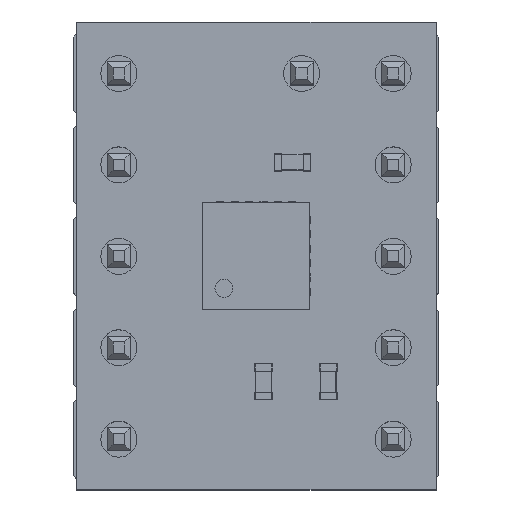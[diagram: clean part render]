
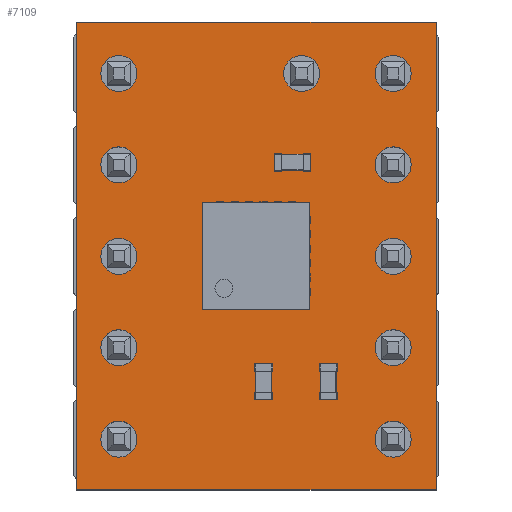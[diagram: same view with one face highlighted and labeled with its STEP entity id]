
A CAD part, top view. The second image highlights one B-rep face of the part: STEP entity #7109.
In plain terms, the highlighted planar face has unit normal (0, 0, 1).
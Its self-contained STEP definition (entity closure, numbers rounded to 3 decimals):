
#101=FACE_BOUND('',#885,.T.);
#102=FACE_BOUND('',#886,.T.);
#103=FACE_BOUND('',#887,.T.);
#104=FACE_BOUND('',#888,.T.);
#105=FACE_BOUND('',#889,.T.);
#106=FACE_BOUND('',#890,.T.);
#107=FACE_BOUND('',#891,.T.);
#108=FACE_BOUND('',#892,.T.);
#109=FACE_BOUND('',#893,.T.);
#110=FACE_BOUND('',#894,.T.);
#111=FACE_BOUND('',#895,.T.);
#502=FACE_OUTER_BOUND('',#884,.T.);
#884=EDGE_LOOP('',(#6054,#6055,#6056,#6057));
#885=EDGE_LOOP('',(#6058));
#886=EDGE_LOOP('',(#6059));
#887=EDGE_LOOP('',(#6060));
#888=EDGE_LOOP('',(#6061));
#889=EDGE_LOOP('',(#6062));
#890=EDGE_LOOP('',(#6063));
#891=EDGE_LOOP('',(#6064));
#892=EDGE_LOOP('',(#6065));
#893=EDGE_LOOP('',(#6066));
#894=EDGE_LOOP('',(#6067));
#895=EDGE_LOOP('',(#6068));
#993=CIRCLE('',#7625,0.5);
#994=CIRCLE('',#7626,0.5);
#995=CIRCLE('',#7627,0.5);
#996=CIRCLE('',#7628,0.5);
#997=CIRCLE('',#7629,0.5);
#998=CIRCLE('',#7630,0.5);
#999=CIRCLE('',#7631,0.5);
#1000=CIRCLE('',#7632,0.5);
#1001=CIRCLE('',#7633,0.5);
#1002=CIRCLE('',#7634,0.5);
#1003=CIRCLE('',#7635,0.5);
#1827=LINE('',#11279,#2670);
#1830=LINE('',#11285,#2673);
#1833=LINE('',#11291,#2676);
#1835=LINE('',#11317,#2678);
#2670=VECTOR('',#9333,1.);
#2673=VECTOR('',#9338,1.);
#2676=VECTOR('',#9343,1.);
#2678=VECTOR('',#9371,1.);
#3271=VERTEX_POINT('',#11273);
#3273=VERTEX_POINT('',#11277);
#3275=VERTEX_POINT('',#11282);
#3277=VERTEX_POINT('',#11289);
#3289=VERTEX_POINT('',#11318);
#3290=VERTEX_POINT('',#11320);
#3291=VERTEX_POINT('',#11322);
#3292=VERTEX_POINT('',#11324);
#3293=VERTEX_POINT('',#11326);
#3294=VERTEX_POINT('',#11328);
#3295=VERTEX_POINT('',#11330);
#3296=VERTEX_POINT('',#11332);
#3297=VERTEX_POINT('',#11334);
#3298=VERTEX_POINT('',#11336);
#3299=VERTEX_POINT('',#11338);
#4197=EDGE_CURVE('',#3271,#3273,#1827,.T.);
#4200=EDGE_CURVE('',#3275,#3271,#1830,.T.);
#4203=EDGE_CURVE('',#3273,#3277,#1833,.T.);
#4216=EDGE_CURVE('',#3277,#3275,#1835,.T.);
#4217=EDGE_CURVE('',#3289,#3289,#993,.T.);
#4218=EDGE_CURVE('',#3290,#3290,#994,.T.);
#4219=EDGE_CURVE('',#3291,#3291,#995,.T.);
#4220=EDGE_CURVE('',#3292,#3292,#996,.T.);
#4221=EDGE_CURVE('',#3293,#3293,#997,.T.);
#4222=EDGE_CURVE('',#3294,#3294,#998,.T.);
#4223=EDGE_CURVE('',#3295,#3295,#999,.T.);
#4224=EDGE_CURVE('',#3296,#3296,#1000,.T.);
#4225=EDGE_CURVE('',#3297,#3297,#1001,.T.);
#4226=EDGE_CURVE('',#3298,#3298,#1002,.T.);
#4227=EDGE_CURVE('',#3299,#3299,#1003,.T.);
#6054=ORIENTED_EDGE('',*,*,#4197,.T.);
#6055=ORIENTED_EDGE('',*,*,#4203,.T.);
#6056=ORIENTED_EDGE('',*,*,#4216,.T.);
#6057=ORIENTED_EDGE('',*,*,#4200,.T.);
#6058=ORIENTED_EDGE('',*,*,#4217,.F.);
#6059=ORIENTED_EDGE('',*,*,#4218,.F.);
#6060=ORIENTED_EDGE('',*,*,#4219,.F.);
#6061=ORIENTED_EDGE('',*,*,#4220,.F.);
#6062=ORIENTED_EDGE('',*,*,#4221,.F.);
#6063=ORIENTED_EDGE('',*,*,#4222,.F.);
#6064=ORIENTED_EDGE('',*,*,#4223,.F.);
#6065=ORIENTED_EDGE('',*,*,#4224,.F.);
#6066=ORIENTED_EDGE('',*,*,#4225,.F.);
#6067=ORIENTED_EDGE('',*,*,#4226,.F.);
#6068=ORIENTED_EDGE('',*,*,#4227,.F.);
#6422=PLANE('',#7624);
#7109=ADVANCED_FACE('',(#502,#101,#102,#103,#104,#105,#106,#107,#108,#109,
#110,#111),#6422,.T.);
#7624=AXIS2_PLACEMENT_3D('',#11316,#9369,#9370);
#7625=AXIS2_PLACEMENT_3D('',#11319,#9372,#9373);
#7626=AXIS2_PLACEMENT_3D('',#11321,#9374,#9375);
#7627=AXIS2_PLACEMENT_3D('',#11323,#9376,#9377);
#7628=AXIS2_PLACEMENT_3D('',#11325,#9378,#9379);
#7629=AXIS2_PLACEMENT_3D('',#11327,#9380,#9381);
#7630=AXIS2_PLACEMENT_3D('',#11329,#9382,#9383);
#7631=AXIS2_PLACEMENT_3D('',#11331,#9384,#9385);
#7632=AXIS2_PLACEMENT_3D('',#11333,#9386,#9387);
#7633=AXIS2_PLACEMENT_3D('',#11335,#9388,#9389);
#7634=AXIS2_PLACEMENT_3D('',#11337,#9390,#9391);
#7635=AXIS2_PLACEMENT_3D('',#11339,#9392,#9393);
#9333=DIRECTION('',(-1.,0.,0.));
#9338=DIRECTION('',(0.,1.,0.));
#9343=DIRECTION('',(0.,-1.,0.));
#9369=DIRECTION('center_axis',(0.,0.,1.));
#9370=DIRECTION('ref_axis',(1.,0.,0.));
#9371=DIRECTION('',(1.,0.,0.));
#9372=DIRECTION('center_axis',(0.,0.,1.));
#9373=DIRECTION('ref_axis',(1.,0.,0.));
#9374=DIRECTION('center_axis',(0.,0.,1.));
#9375=DIRECTION('ref_axis',(1.,0.,0.));
#9376=DIRECTION('center_axis',(0.,0.,1.));
#9377=DIRECTION('ref_axis',(1.,0.,0.));
#9378=DIRECTION('center_axis',(0.,0.,1.));
#9379=DIRECTION('ref_axis',(1.,0.,0.));
#9380=DIRECTION('center_axis',(0.,0.,1.));
#9381=DIRECTION('ref_axis',(1.,0.,0.));
#9382=DIRECTION('center_axis',(0.,0.,1.));
#9383=DIRECTION('ref_axis',(1.,0.,0.));
#9384=DIRECTION('center_axis',(0.,0.,1.));
#9385=DIRECTION('ref_axis',(1.,0.,0.));
#9386=DIRECTION('center_axis',(0.,0.,1.));
#9387=DIRECTION('ref_axis',(1.,0.,0.));
#9388=DIRECTION('center_axis',(0.,0.,1.));
#9389=DIRECTION('ref_axis',(1.,0.,0.));
#9390=DIRECTION('center_axis',(0.,0.,1.));
#9391=DIRECTION('ref_axis',(1.,0.,0.));
#9392=DIRECTION('center_axis',(0.,0.,1.));
#9393=DIRECTION('ref_axis',(1.,0.,0.));
#11273=CARTESIAN_POINT('',(140.9,-105.25,1.6));
#11277=CARTESIAN_POINT('',(130.9,-105.25,1.6));
#11279=CARTESIAN_POINT('',(140.9,-105.25,1.6));
#11282=CARTESIAN_POINT('',(140.9,-118.25,1.6));
#11285=CARTESIAN_POINT('',(140.9,-118.25,1.6));
#11289=CARTESIAN_POINT('',(130.9,-118.25,1.6));
#11291=CARTESIAN_POINT('',(130.9,-105.25,1.6));
#11316=CARTESIAN_POINT('Origin',(135.9,-111.75,1.6));
#11317=CARTESIAN_POINT('',(130.9,-118.25,1.6));
#11318=CARTESIAN_POINT('',(131.58,-111.76,1.6));
#11319=CARTESIAN_POINT('Origin',(132.08,-111.76,1.6));
#11320=CARTESIAN_POINT('',(131.58,-109.22,1.6));
#11321=CARTESIAN_POINT('Origin',(132.08,-109.22,1.6));
#11322=CARTESIAN_POINT('',(131.58,-106.68,1.6));
#11323=CARTESIAN_POINT('Origin',(132.08,-106.68,1.6));
#11324=CARTESIAN_POINT('',(139.2,-106.68,1.6));
#11325=CARTESIAN_POINT('Origin',(139.7,-106.68,1.6));
#11326=CARTESIAN_POINT('',(136.66,-106.68,1.6));
#11327=CARTESIAN_POINT('Origin',(137.16,-106.68,1.6));
#11328=CARTESIAN_POINT('',(139.2,-111.76,1.6));
#11329=CARTESIAN_POINT('Origin',(139.7,-111.76,1.6));
#11330=CARTESIAN_POINT('',(139.2,-109.22,1.6));
#11331=CARTESIAN_POINT('Origin',(139.7,-109.22,1.6));
#11332=CARTESIAN_POINT('',(139.2,-114.3,1.6));
#11333=CARTESIAN_POINT('Origin',(139.7,-114.3,1.6));
#11334=CARTESIAN_POINT('',(131.58,-114.3,1.6));
#11335=CARTESIAN_POINT('Origin',(132.08,-114.3,1.6));
#11336=CARTESIAN_POINT('',(139.2,-116.84,1.6));
#11337=CARTESIAN_POINT('Origin',(139.7,-116.84,1.6));
#11338=CARTESIAN_POINT('',(131.58,-116.84,1.6));
#11339=CARTESIAN_POINT('Origin',(132.08,-116.84,1.6));
